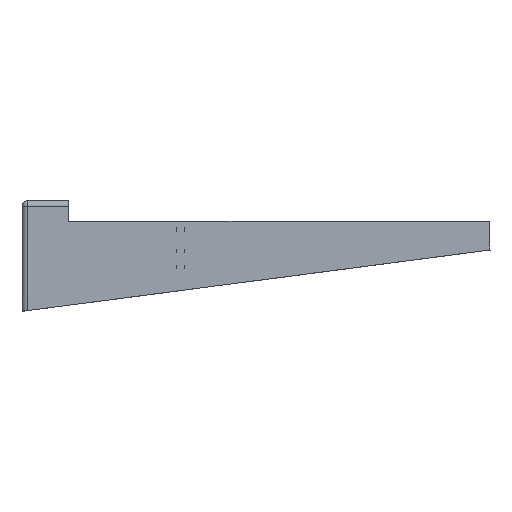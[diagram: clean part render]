
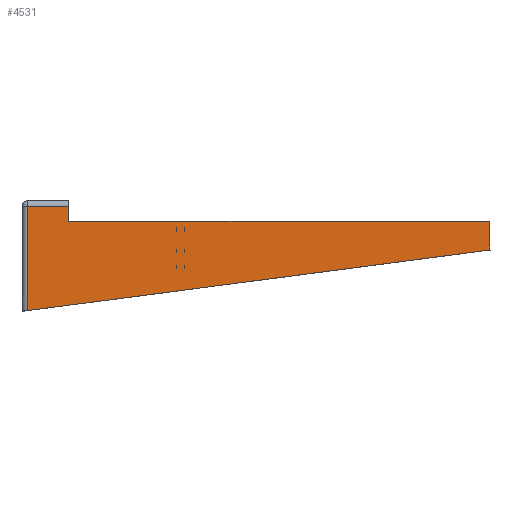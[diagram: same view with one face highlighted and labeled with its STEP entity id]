
A CAD part, left-side view. The second image highlights one B-rep face of the part: STEP entity #4531.
In plain terms, the highlighted planar face has unit normal (-1, 0, 0).
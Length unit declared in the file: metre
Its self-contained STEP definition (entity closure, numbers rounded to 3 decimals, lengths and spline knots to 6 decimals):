
#213=LINE('',#6502,#615);
#263=LINE('',#6606,#665);
#275=LINE('',#6644,#677);
#534=LINE('',#7378,#936);
#537=LINE('',#7387,#939);
#541=LINE('',#7405,#943);
#615=VECTOR('',#5198,1.);
#665=VECTOR('',#5254,1.);
#677=VECTOR('',#5284,1.);
#936=VECTOR('',#5939,1.);
#939=VECTOR('',#5948,1.);
#943=VECTOR('',#5970,1.);
#1775=ORIENTED_EDGE('',*,*,#2211,.T.);
#1776=ORIENTED_EDGE('',*,*,#2282,.F.);
#1777=ORIENTED_EDGE('',*,*,#2263,.T.);
#1778=ORIENTED_EDGE('',*,*,#2606,.F.);
#1779=ORIENTED_EDGE('',*,*,#2599,.T.);
#1780=ORIENTED_EDGE('',*,*,#2594,.T.);
#2211=EDGE_CURVE('',#2791,#2790,#213,.T.);
#2263=EDGE_CURVE('',#2842,#2843,#263,.T.);
#2282=EDGE_CURVE('',#2842,#2790,#275,.T.);
#2594=EDGE_CURVE('',#3054,#2791,#534,.F.);
#2599=EDGE_CURVE('',#3058,#3054,#537,.F.);
#2606=EDGE_CURVE('',#3058,#2843,#541,.T.);
#2790=VERTEX_POINT('',#6501);
#2791=VERTEX_POINT('',#6503);
#2842=VERTEX_POINT('',#6607);
#2843=VERTEX_POINT('',#6608);
#3054=VERTEX_POINT('',#7373);
#3058=VERTEX_POINT('',#7385);
#3566=EDGE_LOOP('',(#1775,#1776,#1777,#1778,#1779,#1780));
#3977=FACE_BOUND('',#3566,.T.);
#4285=PLANE('',#4912);
#4531=ADVANCED_FACE('',(#3977),#4285,.F.);
#4912=AXIS2_PLACEMENT_3D('',#7404,#5968,#5969);
#5198=DIRECTION('',(0.,-0.992,0.13));
#5254=DIRECTION('',(0.,1.,0.));
#5284=DIRECTION('',(0.,-0.02,-1.));
#5939=DIRECTION('',(0.,0.,1.));
#5948=DIRECTION('',(0.,-1.,0.));
#5968=DIRECTION('',(1.,0.,0.));
#5969=DIRECTION('',(0.,0.,-1.));
#5970=DIRECTION('',(0.,0.,-1.));
#6501=CARTESIAN_POINT('',(-0.206,-0.069337,-0.01593));
#6502=CARTESIAN_POINT('',(-0.206,0.173511,-0.047731));
#6503=CARTESIAN_POINT('',(-0.206,0.188,-0.049628));
#6606=CARTESIAN_POINT('',(-0.206,0.178,0.));
#6607=CARTESIAN_POINT('',(-0.206,-0.069012,0.));
#6608=CARTESIAN_POINT('',(-0.206,0.165,0.));
#6644=CARTESIAN_POINT('',(-0.206,-0.069174,-0.007965));
#7373=CARTESIAN_POINT('',(-0.206,0.188,0.0085));
#7378=CARTESIAN_POINT('',(-0.206,0.188,-0.0475));
#7385=CARTESIAN_POINT('',(-0.206,0.165,0.0085));
#7387=CARTESIAN_POINT('',(-0.206,0.191,0.0085));
#7404=CARTESIAN_POINT('',(-0.206,0.178,-0.0475));
#7405=CARTESIAN_POINT('',(-0.206,0.165,0.0115));
